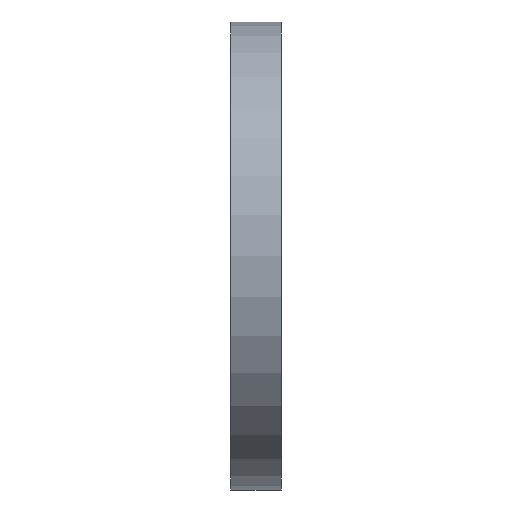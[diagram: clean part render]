
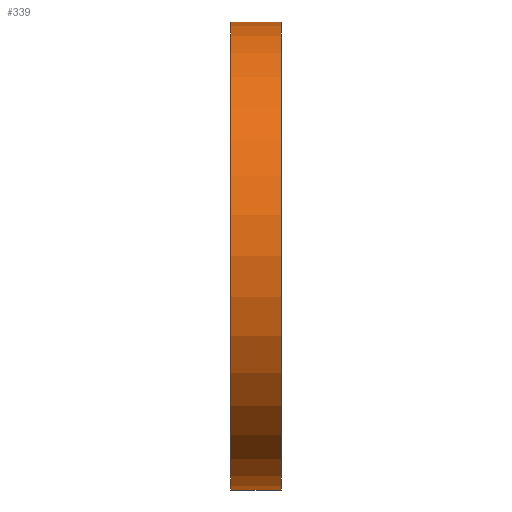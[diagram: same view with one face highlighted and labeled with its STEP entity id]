
A CAD part, left-side view. The second image highlights one B-rep face of the part: STEP entity #339.
In plain terms, the highlighted cylindrical face has radius 42 mm (diameter 84 mm), a partial arc.
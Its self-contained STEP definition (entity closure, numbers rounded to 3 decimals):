
#5 = CARTESIAN_POINT ( 'NONE',  ( 0., 9., 0. ) ) ;
#11 = CIRCLE ( 'NONE', #396, 42. ) ;
#20 = ORIENTED_EDGE ( 'NONE', *, *, #542, .F. ) ;
#120 = AXIS2_PLACEMENT_3D ( 'NONE', #253, #412, #346 ) ;
#135 = VECTOR ( 'NONE', #306, 1000. ) ;
#148 = VECTOR ( 'NONE', #671, 1000. ) ;
#187 = FACE_OUTER_BOUND ( 'NONE', #395, .T. ) ;
#198 = ORIENTED_EDGE ( 'NONE', *, *, #532, .T. ) ;
#199 = VERTEX_POINT ( 'NONE', #420 ) ;
#204 = CARTESIAN_POINT ( 'NONE',  ( 0., 9., 42. ) ) ;
#223 = VERTEX_POINT ( 'NONE', #371 ) ;
#245 = LINE ( 'NONE', #669, #135 ) ;
#249 = DIRECTION ( 'NONE',  ( 0., 1., 0. ) ) ;
#253 = CARTESIAN_POINT ( 'NONE',  ( 0., 0., 0. ) ) ;
#269 = CARTESIAN_POINT ( 'NONE',  ( 0., 0., 42. ) ) ;
#300 = CYLINDRICAL_SURFACE ( 'NONE', #605, 42. ) ;
#306 = DIRECTION ( 'NONE',  ( 0., -1., 0. ) ) ;
#333 = CIRCLE ( 'NONE', #120, 42. ) ;
#339 = ADVANCED_FACE ( 'NONE', ( #187 ), #300, .T. ) ;
#341 = VERTEX_POINT ( 'NONE', #269 ) ;
#346 = DIRECTION ( 'NONE',  ( 0., 0., 1. ) ) ;
#371 = CARTESIAN_POINT ( 'NONE',  ( 0., 9., 42. ) ) ;
#389 = DIRECTION ( 'NONE',  ( 0., -1., 0. ) ) ;
#395 = EDGE_LOOP ( 'NONE', ( #591, #20, #660, #198 ) ) ;
#396 = AXIS2_PLACEMENT_3D ( 'NONE', #622, #249, #399 ) ;
#399 = DIRECTION ( 'NONE',  ( 0., 0., 1. ) ) ;
#412 = DIRECTION ( 'NONE',  ( 0., 1., 0. ) ) ;
#420 = CARTESIAN_POINT ( 'NONE',  ( 0., 9., -42. ) ) ;
#497 = EDGE_CURVE ( 'NONE', #223, #341, #552, .T. ) ;
#532 = EDGE_CURVE ( 'NONE', #675, #341, #333, .T. ) ;
#542 = EDGE_CURVE ( 'NONE', #199, #223, #11, .T. ) ;
#552 = LINE ( 'NONE', #204, #148 ) ;
#564 = EDGE_CURVE ( 'NONE', #199, #675, #245, .T. ) ;
#586 = DIRECTION ( 'NONE',  ( 0., 0., -1. ) ) ;
#591 = ORIENTED_EDGE ( 'NONE', *, *, #497, .F. ) ;
#605 = AXIS2_PLACEMENT_3D ( 'NONE', #5, #389, #586 ) ;
#622 = CARTESIAN_POINT ( 'NONE',  ( 0., 9., 0. ) ) ;
#660 = ORIENTED_EDGE ( 'NONE', *, *, #564, .T. ) ;
#669 = CARTESIAN_POINT ( 'NONE',  ( 0., 9., -42. ) ) ;
#671 = DIRECTION ( 'NONE',  ( 0., -1., 0. ) ) ;
#675 = VERTEX_POINT ( 'NONE', #687 ) ;
#687 = CARTESIAN_POINT ( 'NONE',  ( 0., 0., -42. ) ) ;
